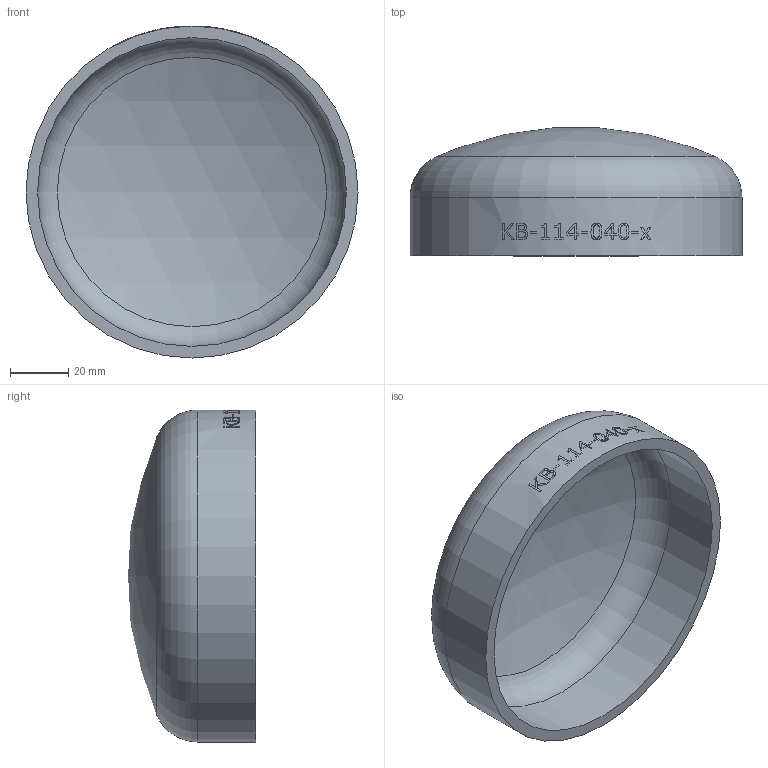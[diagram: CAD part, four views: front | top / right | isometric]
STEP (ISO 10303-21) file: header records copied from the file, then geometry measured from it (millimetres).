
FILE_DESCRIPTION (( 'STEP AP214' ), '1' );
FILE_NAME ('KB-114-040-x Klöpperboden 2003.STEP', '2020-03-26T09:09:01', ( '' ), ( '' ), 'SwSTEP 2.0', 'SolidWorks 2016', '' );
FILE_SCHEMA (( 'AUTOMOTIVE_DESIGN' ));
Length unit declared in the file: millimetre
Products named in the file (1): KB-114-040-x Klöpperboden 2003
Bounding box: 114.3 x 43.98 x 114.3 mm (x, y, z)
Volume: 77322.8 mm3; surface area: 40102.1 mm2
Topology: 1 solids, 1 shells, 161 faces, 418 edges, 278 vertices
Faces by surface type: plane 78, bspline 59, cylinder 20, torus 2, sphere 2
Full cylindrical faces by diameter (mm): 106.3 x1, 114.3 x1
Entity records: 14872 total; most frequent: CARTESIAN_POINT 9743, ORIENTED_EDGE 828, DIRECTION 516, EDGE_CURVE 414, VERTEX_POINT 278, B_SPLINE_CURVE_WITH_KNOTS 194, AXIS2_PLACEMENT_3D 193, EDGE_LOOP 184
